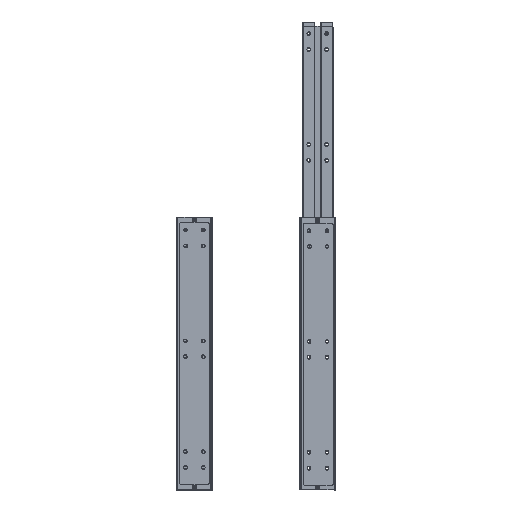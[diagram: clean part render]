
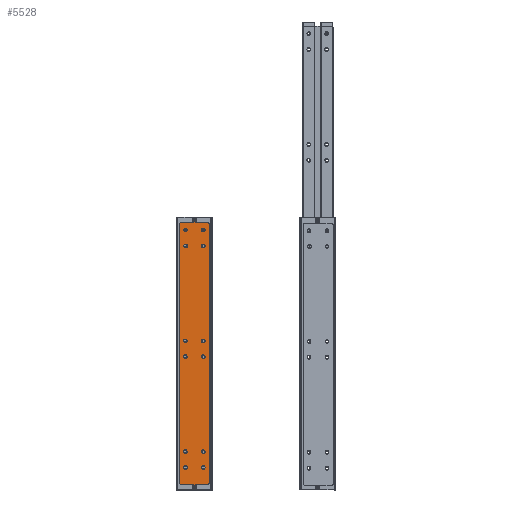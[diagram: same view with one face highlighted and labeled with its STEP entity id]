
A CAD part, left-side view. The second image highlights one B-rep face of the part: STEP entity #5528.
In plain terms, the highlighted face is planar.
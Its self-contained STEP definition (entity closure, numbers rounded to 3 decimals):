
#4901=CARTESIAN_POINT('',(467.0,11.9,1.5));
#4902=VERTEX_POINT('',#4901);
#4903=CARTESIAN_POINT('',(463.3,11.9,1.5));
#4904=DIRECTION('',(0.0,0.0,-1.0));
#4905=DIRECTION('',(-1.0,0.0,0.0));
#4906=AXIS2_PLACEMENT_3D('',#4903,#4904,#4905);
#4907=CIRCLE('',#4906,3.7);
#4908=EDGE_CURVE('',#4902,#4902,#4907,.T.);
#4929=CARTESIAN_POINT('',(499.,11.9,1.5));
#4930=VERTEX_POINT('',#4929);
#4931=CARTESIAN_POINT('',(495.3,11.9,1.5));
#4932=DIRECTION('',(0.0,0.0,-1.0));
#4933=DIRECTION('',(-1.0,0.0,0.0));
#4934=AXIS2_PLACEMENT_3D('',#4931,#4932,#4933);
#4935=CIRCLE('',#4934,3.7);
#4936=EDGE_CURVE('',#4930,#4930,#4935,.T.);
#4957=CARTESIAN_POINT('',(499.,48.,1.5));
#4958=VERTEX_POINT('',#4957);
#4959=CARTESIAN_POINT('',(495.3,48.,1.5));
#4960=DIRECTION('',(0.0,0.0,-1.0));
#4961=DIRECTION('',(-1.0,0.0,0.0));
#4962=AXIS2_PLACEMENT_3D('',#4959,#4960,#4961);
#4963=CIRCLE('',#4962,3.7);
#4964=EDGE_CURVE('',#4958,#4958,#4963,.T.);
#4985=CARTESIAN_POINT('',(467.0,48.0,1.5));
#4986=VERTEX_POINT('',#4985);
#4987=CARTESIAN_POINT('',(463.3,48.0,1.5));
#4988=DIRECTION('',(0.0,0.0,-1.0));
#4989=DIRECTION('',(-1.0,0.0,0.0));
#4990=AXIS2_PLACEMENT_3D('',#4987,#4988,#4989);
#4991=CIRCLE('',#4990,3.7);
#4992=EDGE_CURVE('',#4986,#4986,#4991,.T.);
#5013=CARTESIAN_POINT('',(243.,11.9,1.5));
#5014=VERTEX_POINT('',#5013);
#5015=CARTESIAN_POINT('',(239.3,11.9,1.5));
#5016=DIRECTION('',(0.0,0.0,-1.0));
#5017=DIRECTION('',(-1.0,0.0,0.0));
#5018=AXIS2_PLACEMENT_3D('',#5015,#5016,#5017);
#5019=CIRCLE('',#5018,3.7);
#5020=EDGE_CURVE('',#5014,#5014,#5019,.T.);
#5041=CARTESIAN_POINT('',(275.,11.9,1.5));
#5042=VERTEX_POINT('',#5041);
#5043=CARTESIAN_POINT('',(271.3,11.9,1.5));
#5044=DIRECTION('',(0.0,0.0,-1.0));
#5045=DIRECTION('',(-1.0,0.0,0.0));
#5046=AXIS2_PLACEMENT_3D('',#5043,#5044,#5045);
#5047=CIRCLE('',#5046,3.7);
#5048=EDGE_CURVE('',#5042,#5042,#5047,.T.);
#5069=CARTESIAN_POINT('',(275.0,48.,1.5));
#5070=VERTEX_POINT('',#5069);
#5071=CARTESIAN_POINT('',(271.3,48.,1.5));
#5072=DIRECTION('',(0.0,0.0,-1.0));
#5073=DIRECTION('',(-1.0,0.0,0.0));
#5074=AXIS2_PLACEMENT_3D('',#5071,#5072,#5073);
#5075=CIRCLE('',#5074,3.7);
#5076=EDGE_CURVE('',#5070,#5070,#5075,.T.);
#5097=CARTESIAN_POINT('',(243.0,48.,1.5));
#5098=VERTEX_POINT('',#5097);
#5099=CARTESIAN_POINT('',(239.3,48.,1.5));
#5100=DIRECTION('',(0.0,0.0,-1.0));
#5101=DIRECTION('',(-1.0,0.0,0.0));
#5102=AXIS2_PLACEMENT_3D('',#5099,#5100,#5101);
#5103=CIRCLE('',#5102,3.7);
#5104=EDGE_CURVE('',#5098,#5098,#5103,.T.);
#5125=CARTESIAN_POINT('',(51.,12.5,1.5));
#5126=VERTEX_POINT('',#5125);
#5127=CARTESIAN_POINT('',(47.3,12.5,1.5));
#5128=DIRECTION('',(0.0,0.0,-1.0));
#5129=DIRECTION('',(-1.0,0.0,0.0));
#5130=AXIS2_PLACEMENT_3D('',#5127,#5128,#5129);
#5131=CIRCLE('',#5130,3.7);
#5132=EDGE_CURVE('',#5126,#5126,#5131,.T.);
#5153=CARTESIAN_POINT('',(51.,48.,1.5));
#5154=VERTEX_POINT('',#5153);
#5155=CARTESIAN_POINT('',(47.3,48.,1.5));
#5156=DIRECTION('',(0.0,0.0,-1.0));
#5157=DIRECTION('',(-1.0,0.0,0.0));
#5158=AXIS2_PLACEMENT_3D('',#5155,#5156,#5157);
#5159=CIRCLE('',#5158,3.7);
#5160=EDGE_CURVE('',#5154,#5154,#5159,.T.);
#5181=CARTESIAN_POINT('',(19.,11.9,1.5));
#5182=VERTEX_POINT('',#5181);
#5183=CARTESIAN_POINT('',(15.3,11.9,1.5));
#5184=DIRECTION('',(0.0,0.0,-1.0));
#5185=DIRECTION('',(-1.0,0.0,0.0));
#5186=AXIS2_PLACEMENT_3D('',#5183,#5184,#5185);
#5187=CIRCLE('',#5186,3.7);
#5188=EDGE_CURVE('',#5182,#5182,#5187,.T.);
#5209=CARTESIAN_POINT('',(19.,48.,1.5));
#5210=VERTEX_POINT('',#5209);
#5211=CARTESIAN_POINT('',(15.3,48.,1.5));
#5212=DIRECTION('',(0.0,0.0,-1.0));
#5213=DIRECTION('',(-1.0,0.0,0.0));
#5214=AXIS2_PLACEMENT_3D('',#5211,#5212,#5213);
#5215=CIRCLE('',#5214,3.7);
#5216=EDGE_CURVE('',#5210,#5210,#5215,.T.);
#5226=CARTESIAN_POINT('',(526.0,60.5,1.5));
#5227=VERTEX_POINT('',#5226);
#5228=CARTESIAN_POINT('',(530.0,56.5,1.5));
#5229=VERTEX_POINT('',#5228);
#5230=CARTESIAN_POINT('',(526.0,56.5,1.5));
#5231=DIRECTION('',(0.0,0.0,-1.0));
#5232=DIRECTION('',(-1.0,0.0,0.0));
#5233=AXIS2_PLACEMENT_3D('',#5230,#5231,#5232);
#5234=CIRCLE('',#5233,4.);
#5235=EDGE_CURVE('',#5227,#5229,#5234,.T.);
#5268=CARTESIAN_POINT('',(530.0,4.0,1.5));
#5269=VERTEX_POINT('',#5268);
#5270=CARTESIAN_POINT('',(530.0,56.5,1.5));
#5271=DIRECTION('',(0.0,-1.0,0.0));
#5272=VECTOR('',#5271,52.5);
#5273=LINE('',#5270,#5272);
#5274=EDGE_CURVE('',#5229,#5269,#5273,.T.);
#5299=CARTESIAN_POINT('',(526.0,0.0,1.5));
#5300=VERTEX_POINT('',#5299);
#5301=CARTESIAN_POINT('',(526.0,4.,1.5));
#5302=DIRECTION('',(0.0,0.0,-1.0));
#5303=DIRECTION('',(0.0,1.0,0.0));
#5304=AXIS2_PLACEMENT_3D('',#5301,#5302,#5303);
#5305=CIRCLE('',#5304,4.);
#5306=EDGE_CURVE('',#5269,#5300,#5305,.T.);
#5332=CARTESIAN_POINT('',(4.,0.,1.5));
#5333=VERTEX_POINT('',#5332);
#5334=CARTESIAN_POINT('',(526.0,0.0,1.5));
#5335=DIRECTION('',(-1.0,0.0,0.0));
#5336=VECTOR('',#5335,522.0);
#5337=LINE('',#5334,#5336);
#5338=EDGE_CURVE('',#5300,#5333,#5337,.T.);
#5363=CARTESIAN_POINT('',(0.,4.,1.5));
#5364=VERTEX_POINT('',#5363);
#5365=CARTESIAN_POINT('',(4.,4.,1.5));
#5366=DIRECTION('',(0.0,0.0,-1.0));
#5367=DIRECTION('',(1.0,0.0,0.0));
#5368=AXIS2_PLACEMENT_3D('',#5365,#5366,#5367);
#5369=CIRCLE('',#5368,4.);
#5370=EDGE_CURVE('',#5333,#5364,#5369,.T.);
#5396=CARTESIAN_POINT('',(0.,56.5,1.5));
#5397=VERTEX_POINT('',#5396);
#5398=CARTESIAN_POINT('',(0.,4.,1.5));
#5399=DIRECTION('',(0.0,1.0,0.0));
#5400=VECTOR('',#5399,52.5);
#5401=LINE('',#5398,#5400);
#5402=EDGE_CURVE('',#5364,#5397,#5401,.T.);
#5427=CARTESIAN_POINT('',(4.,60.5,1.5));
#5428=VERTEX_POINT('',#5427);
#5429=CARTESIAN_POINT('',(4.,56.5,1.5));
#5430=DIRECTION('',(0.0,0.0,-1.0));
#5431=DIRECTION('',(0.0,-1.0,0.0));
#5432=AXIS2_PLACEMENT_3D('',#5429,#5430,#5431);
#5433=CIRCLE('',#5432,4.0);
#5434=EDGE_CURVE('',#5397,#5428,#5433,.T.);
#5460=CARTESIAN_POINT('',(4.,60.5,1.5));
#5461=DIRECTION('',(1.0,0.0,0.0));
#5462=VECTOR('',#5461,522.0);
#5463=LINE('',#5460,#5462);
#5464=EDGE_CURVE('',#5428,#5227,#5463,.T.);
#5477=CARTESIAN_POINT('',(265.0,30.25,1.5));
#5478=DIRECTION('',(0.0,0.0,1.0));
#5479=DIRECTION('',(1.0,0.0,0.0));
#5480=AXIS2_PLACEMENT_3D('',#5477,#5478,#5479);
#5481=PLANE('',#5480);
#5482=ORIENTED_EDGE('',*,*,#5235,.F.);
#5483=ORIENTED_EDGE('',*,*,#5464,.F.);
#5484=ORIENTED_EDGE('',*,*,#5434,.F.);
#5485=ORIENTED_EDGE('',*,*,#5402,.F.);
#5486=ORIENTED_EDGE('',*,*,#5370,.F.);
#5487=ORIENTED_EDGE('',*,*,#5338,.F.);
#5488=ORIENTED_EDGE('',*,*,#5306,.F.);
#5489=ORIENTED_EDGE('',*,*,#5274,.F.);
#5490=EDGE_LOOP('',(#5482,#5483,#5484,#5485,#5486,#5487,#5488,#5489));
#5491=FACE_OUTER_BOUND('',#5490,.T.);
#5492=ORIENTED_EDGE('',*,*,#4908,.T.);
#5493=EDGE_LOOP('',(#5492));
#5494=FACE_BOUND('',#5493,.T.);
#5495=ORIENTED_EDGE('',*,*,#4936,.T.);
#5496=EDGE_LOOP('',(#5495));
#5497=FACE_BOUND('',#5496,.T.);
#5498=ORIENTED_EDGE('',*,*,#4964,.T.);
#5499=EDGE_LOOP('',(#5498));
#5500=FACE_BOUND('',#5499,.T.);
#5501=ORIENTED_EDGE('',*,*,#4992,.T.);
#5502=EDGE_LOOP('',(#5501));
#5503=FACE_BOUND('',#5502,.T.);
#5504=ORIENTED_EDGE('',*,*,#5020,.T.);
#5505=EDGE_LOOP('',(#5504));
#5506=FACE_BOUND('',#5505,.T.);
#5507=ORIENTED_EDGE('',*,*,#5048,.T.);
#5508=EDGE_LOOP('',(#5507));
#5509=FACE_BOUND('',#5508,.T.);
#5510=ORIENTED_EDGE('',*,*,#5076,.T.);
#5511=EDGE_LOOP('',(#5510));
#5512=FACE_BOUND('',#5511,.T.);
#5513=ORIENTED_EDGE('',*,*,#5104,.T.);
#5514=EDGE_LOOP('',(#5513));
#5515=FACE_BOUND('',#5514,.T.);
#5516=ORIENTED_EDGE('',*,*,#5132,.T.);
#5517=EDGE_LOOP('',(#5516));
#5518=FACE_BOUND('',#5517,.T.);
#5519=ORIENTED_EDGE('',*,*,#5160,.T.);
#5520=EDGE_LOOP('',(#5519));
#5521=FACE_BOUND('',#5520,.T.);
#5522=ORIENTED_EDGE('',*,*,#5188,.T.);
#5523=EDGE_LOOP('',(#5522));
#5524=FACE_BOUND('',#5523,.T.);
#5525=ORIENTED_EDGE('',*,*,#5216,.T.);
#5526=EDGE_LOOP('',(#5525));
#5527=FACE_BOUND('',#5526,.T.);
#5528=ADVANCED_FACE('',(#5491,#5494,#5497,#5500,#5503,#5506,#5509,#5512,#5515,#5518,#5521,#5524,#5527),#5481,.T.);
